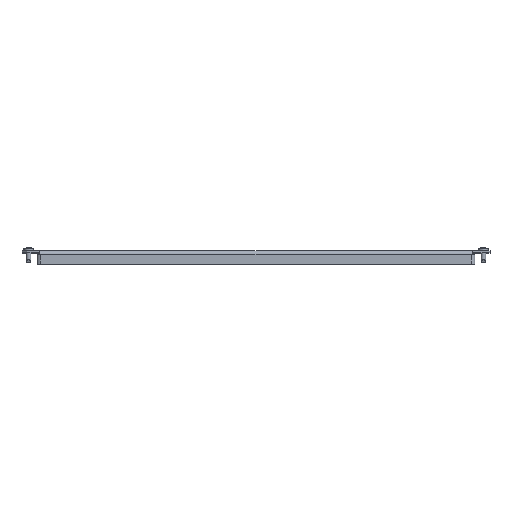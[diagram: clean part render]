
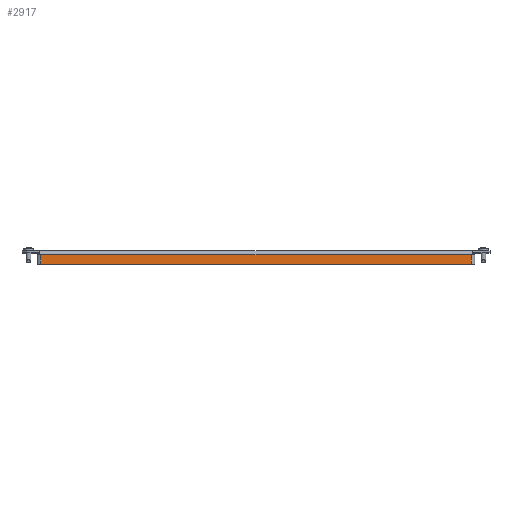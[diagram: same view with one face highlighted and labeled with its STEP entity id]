
A CAD part, top view. The second image highlights one B-rep face of the part: STEP entity #2917.
In plain terms, the highlighted face is planar.
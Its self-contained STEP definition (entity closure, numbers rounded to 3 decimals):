
#155 = CARTESIAN_POINT ( 'NONE',  ( 5., -3., 229. ) ) ;
#204 = VECTOR ( 'NONE', #2590, 1000. ) ;
#239 = FACE_OUTER_BOUND ( 'NONE', #3448, .T. ) ;
#266 = DIRECTION ( 'NONE',  ( 1., 0., 0. ) ) ;
#372 = CARTESIAN_POINT ( 'NONE',  ( -5., -3., 229. ) ) ;
#399 = ORIENTED_EDGE ( 'NONE', *, *, #2279, .T. ) ;
#1107 = CARTESIAN_POINT ( 'NONE',  ( -5., -3., -229. ) ) ;
#1392 = CARTESIAN_POINT ( 'NONE',  ( 5., -3., -229. ) ) ;
#1397 = CARTESIAN_POINT ( 'NONE',  ( 5., -3., -229. ) ) ;
#1423 = VERTEX_POINT ( 'NONE', #1392 ) ;
#1547 = VERTEX_POINT ( 'NONE', #2356 ) ;
#1591 = VECTOR ( 'NONE', #4580, 1000. ) ;
#1747 = AXIS2_PLACEMENT_3D ( 'NONE', #1107, #5836, #266 ) ;
#1778 = VERTEX_POINT ( 'NONE', #5217 ) ;
#1794 = VECTOR ( 'NONE', #3642, 1000. ) ;
#2207 = CARTESIAN_POINT ( 'NONE',  ( -5., -3., -229. ) ) ;
#2279 = EDGE_CURVE ( 'NONE', #1547, #1423, #4045, .T. ) ;
#2356 = CARTESIAN_POINT ( 'NONE',  ( -5., -3., -229. ) ) ;
#2382 = VECTOR ( 'NONE', #3605, 1000. ) ;
#2428 = ORIENTED_EDGE ( 'NONE', *, *, #5266, .F. ) ;
#2590 = DIRECTION ( 'NONE',  ( 1., 0., 0. ) ) ;
#2749 = CARTESIAN_POINT ( 'NONE',  ( -5., -3., -229. ) ) ;
#2917 = ADVANCED_FACE ( 'NONE', ( #239 ), #3922, .T. ) ;
#3172 = ORIENTED_EDGE ( 'NONE', *, *, #5479, .F. ) ;
#3448 = EDGE_LOOP ( 'NONE', ( #2428, #3172, #399, #5851 ) ) ;
#3605 = DIRECTION ( 'NONE',  ( 1., 0., 0. ) ) ;
#3642 = DIRECTION ( 'NONE',  ( 0., 0., 1. ) ) ;
#3922 = PLANE ( 'NONE',  #1747 ) ;
#4045 = LINE ( 'NONE', #2207, #204 ) ;
#4182 = EDGE_CURVE ( 'NONE', #1423, #4692, #5007, .T. ) ;
#4580 = DIRECTION ( 'NONE',  ( 0., 0., 1. ) ) ;
#4692 = VERTEX_POINT ( 'NONE', #155 ) ;
#4828 = LINE ( 'NONE', #372, #2382 ) ;
#5007 = LINE ( 'NONE', #1397, #1591 ) ;
#5217 = CARTESIAN_POINT ( 'NONE',  ( -5., -3., 229. ) ) ;
#5266 = EDGE_CURVE ( 'NONE', #1778, #4692, #4828, .T. ) ;
#5479 = EDGE_CURVE ( 'NONE', #1547, #1778, #5965, .T. ) ;
#5836 = DIRECTION ( 'NONE',  ( 0., -1., 0. ) ) ;
#5851 = ORIENTED_EDGE ( 'NONE', *, *, #4182, .T. ) ;
#5965 = LINE ( 'NONE', #2749, #1794 ) ;
